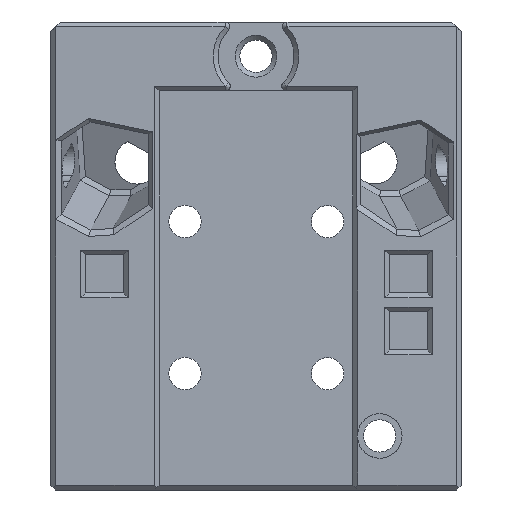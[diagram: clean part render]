
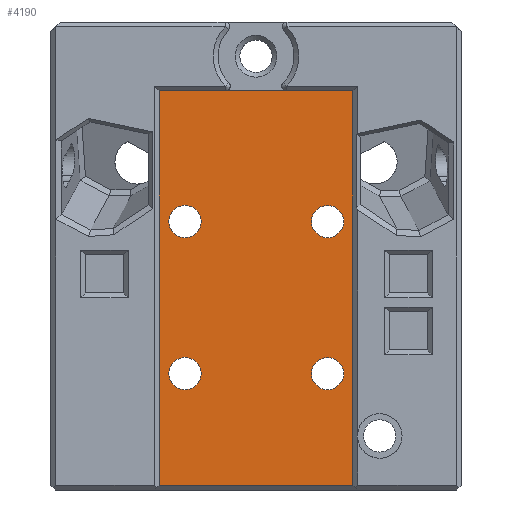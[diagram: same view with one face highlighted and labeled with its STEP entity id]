
A CAD part, left-side view. The second image highlights one B-rep face of the part: STEP entity #4190.
In plain terms, the highlighted planar face has unit normal (-1, 0, 0).
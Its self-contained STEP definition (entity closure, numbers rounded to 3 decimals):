
#44=FACE_BOUND('',#1468,.T.);
#45=FACE_BOUND('',#1469,.T.);
#46=FACE_BOUND('',#1470,.T.);
#47=FACE_BOUND('',#1471,.T.);
#223=LINE('',#6404,#646);
#228=LINE('',#6415,#651);
#230=LINE('',#6419,#653);
#231=LINE('',#6420,#654);
#646=VECTOR('',#5046,10.);
#651=VECTOR('',#5055,10.);
#653=VECTOR('',#5059,10.);
#654=VECTOR('',#5060,10.);
#1028=PLANE('',#4493);
#1208=FACE_OUTER_BOUND('',#1467,.T.);
#1467=EDGE_LOOP('',(#3105,#3106,#3107,#3108));
#1468=EDGE_LOOP('',(#3109));
#1469=EDGE_LOOP('',(#3110));
#1470=EDGE_LOOP('',(#3111));
#1471=EDGE_LOOP('',(#3112));
#1765=CIRCLE('',#4494,1.7);
#1766=CIRCLE('',#4495,1.7);
#1767=CIRCLE('',#4496,1.7);
#1768=CIRCLE('',#4497,1.7);
#1949=VERTEX_POINT('',#6396);
#1951=VERTEX_POINT('',#6402);
#1955=VERTEX_POINT('',#6414);
#1956=VERTEX_POINT('',#6418);
#1957=VERTEX_POINT('',#6421);
#1958=VERTEX_POINT('',#6423);
#1959=VERTEX_POINT('',#6425);
#1960=VERTEX_POINT('',#6427);
#2373=EDGE_CURVE('',#1951,#1949,#223,.T.);
#2378=EDGE_CURVE('',#1949,#1955,#228,.T.);
#2380=EDGE_CURVE('',#1956,#1951,#230,.T.);
#2381=EDGE_CURVE('',#1955,#1956,#231,.T.);
#2382=EDGE_CURVE('',#1957,#1957,#1765,.T.);
#2383=EDGE_CURVE('',#1958,#1958,#1766,.T.);
#2384=EDGE_CURVE('',#1959,#1959,#1767,.T.);
#2385=EDGE_CURVE('',#1960,#1960,#1768,.T.);
#3105=ORIENTED_EDGE('',*,*,#2373,.F.);
#3106=ORIENTED_EDGE('',*,*,#2380,.F.);
#3107=ORIENTED_EDGE('',*,*,#2381,.F.);
#3108=ORIENTED_EDGE('',*,*,#2378,.F.);
#3109=ORIENTED_EDGE('',*,*,#2382,.F.);
#3110=ORIENTED_EDGE('',*,*,#2383,.F.);
#3111=ORIENTED_EDGE('',*,*,#2384,.F.);
#3112=ORIENTED_EDGE('',*,*,#2385,.F.);
#4190=ADVANCED_FACE('',(#1208,#44,#45,#46,#47),#1028,.F.);
#4493=AXIS2_PLACEMENT_3D('',#6417,#5057,#5058);
#4494=AXIS2_PLACEMENT_3D('',#6422,#5061,#5062);
#4495=AXIS2_PLACEMENT_3D('',#6424,#5063,#5064);
#4496=AXIS2_PLACEMENT_3D('',#6426,#5065,#5066);
#4497=AXIS2_PLACEMENT_3D('',#6428,#5067,#5068);
#5046=DIRECTION('',(0.,1.,0.));
#5055=DIRECTION('',(0.,0.,1.));
#5057=DIRECTION('center_axis',(1.,0.,0.));
#5058=DIRECTION('ref_axis',(0.,0.,
1.));
#5059=DIRECTION('',(0.,0.,-1.));
#5060=DIRECTION('',(0.,-1.,0.));
#5061=DIRECTION('center_axis',(-1.,0.,0.));
#5062=DIRECTION('ref_axis',(0.,1.,0.));
#5063=DIRECTION('center_axis',(-1.,0.,0.));
#5064=DIRECTION('ref_axis',(0.,1.,0.));
#5065=DIRECTION('center_axis',(-1.,0.,0.));
#5066=DIRECTION('ref_axis',(0.,1.,0.));
#5067=DIRECTION('center_axis',(-1.,0.,0.));
#5068=DIRECTION('ref_axis',(0.,1.,0.));
#6396=CARTESIAN_POINT('',(-50.796,138.742,-13.785));
#6402=CARTESIAN_POINT('',(-50.796,118.342,-13.785));
#6404=CARTESIAN_POINT('',(-50.796,133.642,-13.785));
#6414=CARTESIAN_POINT('',(-50.796,138.742,27.715));
#6415=CARTESIAN_POINT('',(-50.796,138.742,-23.785));
#6417=CARTESIAN_POINT('Origin',(-50.796,128.542,5.091));
#6418=CARTESIAN_POINT('',(-50.796,118.342,27.715));
#6419=CARTESIAN_POINT('',(-50.796,118.342,18.215));
#6420=CARTESIAN_POINT('',(-50.796,138.742,27.715));
#6421=CARTESIAN_POINT('',(-50.796,119.313,-2.035));
#6422=CARTESIAN_POINT('Origin',(-50.796,121.013,-2.035));
#6423=CARTESIAN_POINT('',(-50.796,134.313,-2.035));
#6424=CARTESIAN_POINT('Origin',(-50.796,136.013,-2.035));
#6425=CARTESIAN_POINT('',(-50.796,119.313,13.965));
#6426=CARTESIAN_POINT('Origin',(-50.796,121.013,13.965));
#6427=CARTESIAN_POINT('',(-50.796,134.313,13.965));
#6428=CARTESIAN_POINT('Origin',(-50.796,136.013,13.965));
